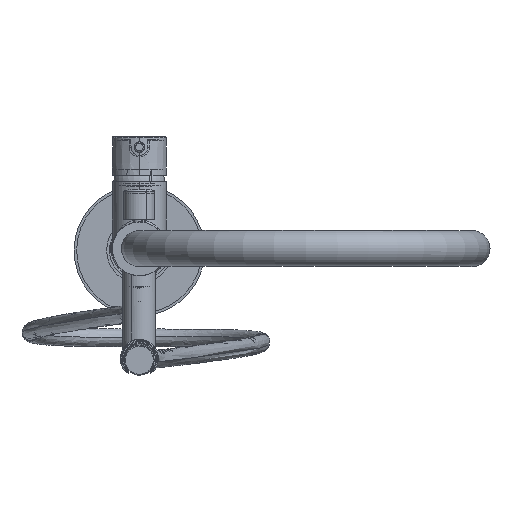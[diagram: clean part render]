
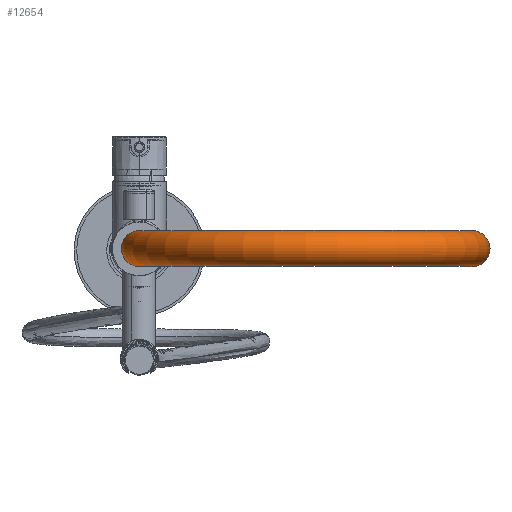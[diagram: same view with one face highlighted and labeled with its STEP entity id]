
A CAD part, top view. The second image highlights one B-rep face of the part: STEP entity #12654.
In plain terms, the highlighted toroidal (fillet/blend) face has major radius 130 mm and minor radius 14 mm.
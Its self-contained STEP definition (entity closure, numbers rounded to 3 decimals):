
#12571=CARTESIAN_POINT('Vertex',(260.,14.,213.8)) ;
#12576=CARTESIAN_POINT('Axis2P3D Location',(260.,0.,213.8)) ;
#12580=CARTESIAN_POINT('Vertex',(260.,-14.,213.8)) ;
#12624=CARTESIAN_POINT('Axis2P3D Location',(130.,0.,213.8)) ;
#12629=CARTESIAN_POINT('Axis2P3D Location',(0.,0.,213.8)) ;
#12633=CARTESIAN_POINT('Vertex',(0.,14.,213.8)) ;
#12635=CARTESIAN_POINT('Vertex',(0.,-14.,213.8)) ;
#12638=CARTESIAN_POINT('Axis2P3D Location',(130.,-14.,213.8)) ;
#12643=CARTESIAN_POINT('Axis2P3D Location',(130.,14.,213.8)) ;
#12577=DIRECTION('Axis2P3D Direction',(-0.,-0.,-1.)) ;
#12625=DIRECTION('Axis2P3D Direction',(0.,-1.,0.)) ;
#12626=DIRECTION('Axis2P3D XDirection',(1.,0.,0.)) ;
#12630=DIRECTION('Axis2P3D Direction',(0.,0.,1.)) ;
#12639=DIRECTION('Axis2P3D Direction',(0.,-1.,0.)) ;
#12644=DIRECTION('Axis2P3D Direction',(0.,-1.,0.)) ;
#12578=AXIS2_PLACEMENT_3D('Circle Axis2P3D',#12576,#12577,$) ;
#12627=AXIS2_PLACEMENT_3D('Torus Axis2P3D',#12624,#12625,#12626) ;
#12631=AXIS2_PLACEMENT_3D('Circle Axis2P3D',#12629,#12630,$) ;
#12640=AXIS2_PLACEMENT_3D('Circle Axis2P3D',#12638,#12639,$) ;
#12645=AXIS2_PLACEMENT_3D('Circle Axis2P3D',#12643,#12644,$) ;
#12579=CIRCLE('generated circle',#12578,14.) ;
#12632=CIRCLE('generated circle',#12631,14.) ;
#12641=CIRCLE('generated circle',#12640,130.) ;
#12646=CIRCLE('generated circle',#12645,130.) ;
#12628=TOROIDAL_SURFACE('homeo Torus',#12627,130.,14.) ;
#12582=EDGE_CURVE('',#12572,#12581,#12579,.T.) ;
#12637=EDGE_CURVE('',#12634,#12636,#12632,.T.) ;
#12642=EDGE_CURVE('',#12581,#12636,#12641,.T.) ;
#12647=EDGE_CURVE('',#12572,#12634,#12646,.T.) ;
#12649=ORIENTED_EDGE('',*,*,#12637,.T.) ;
#12650=ORIENTED_EDGE('',*,*,#12642,.F.) ;
#12651=ORIENTED_EDGE('',*,*,#12582,.F.) ;
#12652=ORIENTED_EDGE('',*,*,#12647,.T.) ;
#12648=EDGE_LOOP('',(#12649,#12650,#12651,#12652)) ;
#12572=VERTEX_POINT('',#12571) ;
#12581=VERTEX_POINT('',#12580) ;
#12634=VERTEX_POINT('',#12633) ;
#12636=VERTEX_POINT('',#12635) ;
#12654=ADVANCED_FACE('PR9E007.1\\P99253.1\\P45420.1\\PartBody',(#12653),#12628,.T.) ;
#12653=FACE_OUTER_BOUND('',#12648,.T.) ;
